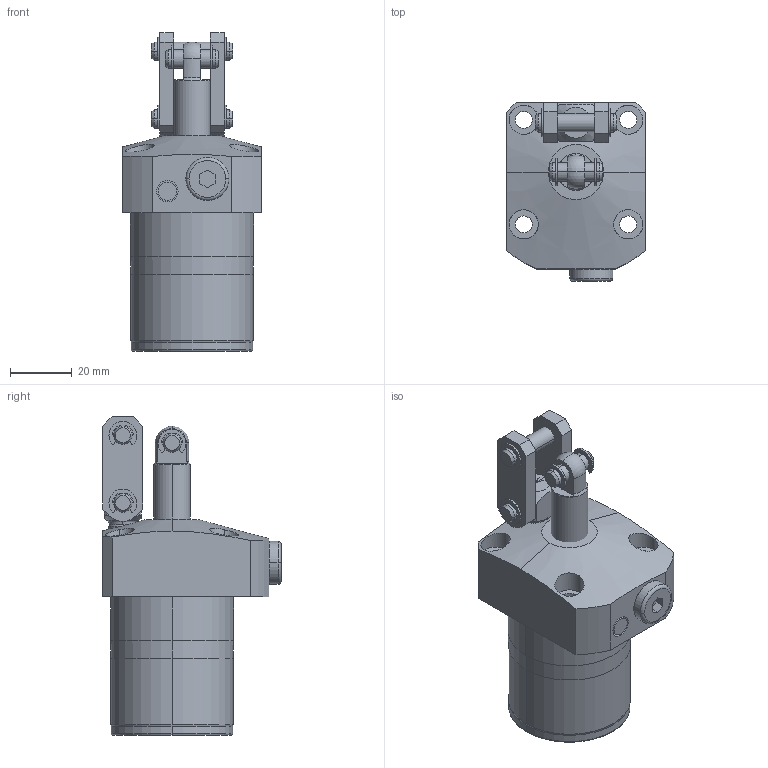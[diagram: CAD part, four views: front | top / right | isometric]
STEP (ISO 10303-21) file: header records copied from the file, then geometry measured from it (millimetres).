
FILE_DESCRIPTION (( 'STEP AP203' ), '1' );
FILE_NAME ('LM0400-CC.STEP', '2018-12-15T06:15:13', ( '微软用户' ), ( '微软中国' ), 'SwSTEP 2.0', 'SolidWorks 2012', '' );
FILE_SCHEMA (( 'CONFIG_CONTROL_DESIGN' ));
Length unit declared in the file: millimetre
Products named in the file (10): LM0400-CC_rev1.sldasm-Part-1; LM0400-CC_rev1.sldasm-Part-2; LM0400-CC_rev1.sldasm-Part-3; LM0400-CC_rev1.sldasm-Part-4; LM0400-CC_rev1.sldasm-Part-5; LM0400-CC_rev1.sldasm-Part-6; LM0400-CC_rev1.sldasm-Part-7; LM0400-CC_rev1.sldasm-Part-8; LM0400-CC_rev1.sldasm-Part-9; LM0400-CC
Assembly tree (16 placements, depth 2):
  LM0400-CC
    LM0400-CC_rev1.sldasm-Part-1
    LM0400-CC_rev1.sldasm-Part-2  x6
    LM0400-CC_rev1.sldasm-Part-3
    LM0400-CC_rev1.sldasm-Part-4  x2
    LM0400-CC_rev1.sldasm-Part-5  x2
    LM0400-CC_rev1.sldasm-Part-6
    LM0400-CC_rev1.sldasm-Part-7
    LM0400-CC_rev1.sldasm-Part-8
    LM0400-CC_rev1.sldasm-Part-9
Bounding box: 45 x 58 x 103.5 mm (x, y, z)
Volume: 114758.9 mm3; surface area: 24197.3 mm2
Topology: 16 solids, 16 shells, 367 faces, 907 edges, 586 vertices
Faces by surface type: cylinder 199, plane 123, cone 35, torus 8, sphere 2
Entity records: 7953 total; most frequent: CARTESIAN_POINT 1697, DIRECTION 1137, ORIENTED_EDGE 980, EDGE_CURVE 490, AXIS2_PLACEMENT_3D 464, VERTEX_POINT 314, EDGE_LOOP 248, CIRCLE 233
